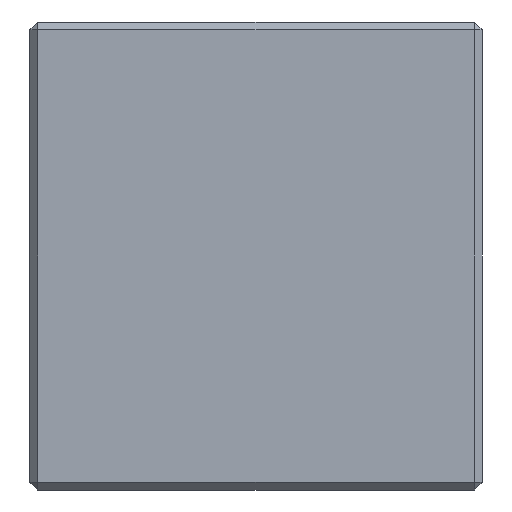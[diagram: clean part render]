
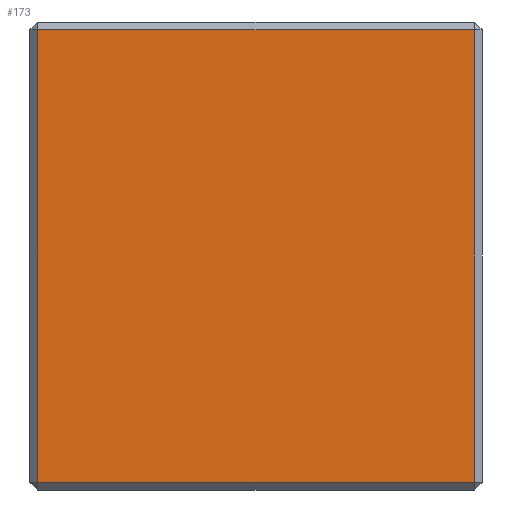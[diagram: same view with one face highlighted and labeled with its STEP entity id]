
A CAD part, left-side view. The second image highlights one B-rep face of the part: STEP entity #173.
In plain terms, the highlighted planar face has unit normal (-1, 0, 0).
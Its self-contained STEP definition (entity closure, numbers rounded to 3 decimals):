
#139=FACE_OUTER_BOUND('',#426,.T.);
#173=ADVANCED_FACE('',(#139),#227,.F.);
#227=PLANE('',#843);
#272=LINE('',#1218,#320);
#273=LINE('',#1221,#321);
#274=LINE('',#1223,#322);
#275=LINE('',#1225,#323);
#320=VECTOR('',#972,1.);
#321=VECTOR('',#973,1.);
#322=VECTOR('',#974,1.);
#323=VECTOR('',#975,1.);
#426=EDGE_LOOP('',(#529,#530,#531,#532));
#529=ORIENTED_EDGE('',*,*,#746,.T.);
#530=ORIENTED_EDGE('',*,*,#747,.T.);
#531=ORIENTED_EDGE('',*,*,#748,.T.);
#532=ORIENTED_EDGE('',*,*,#749,.T.);
#687=VERTEX_POINT('',#1219);
#688=VERTEX_POINT('',#1220);
#689=VERTEX_POINT('',#1222);
#690=VERTEX_POINT('',#1224);
#746=EDGE_CURVE('',#687,#688,#272,.T.);
#747=EDGE_CURVE('',#688,#689,#273,.T.);
#748=EDGE_CURVE('',#689,#690,#274,.T.);
#749=EDGE_CURVE('',#690,#687,#275,.T.);
#843=AXIS2_PLACEMENT_3D('',#1226,#976,#977);
#972=DIRECTION('',(0.,0.,-1.));
#973=DIRECTION('',(0.,-1.,0.));
#974=DIRECTION('',(0.,0.,1.));
#975=DIRECTION('',(0.,1.,0.));
#976=DIRECTION('',(1.,0.,0.));
#977=DIRECTION('',(0.,0.,-1.));
#1218=CARTESIAN_POINT('',(0.,28.,0.));
#1219=CARTESIAN_POINT('',(0.,28.,29.));
#1220=CARTESIAN_POINT('',(0.,28.,-29.));
#1221=CARTESIAN_POINT('',(0.,0.,-29.));
#1222=CARTESIAN_POINT('',(0.,-28.,-29.));
#1223=CARTESIAN_POINT('',(0.,-28.,0.));
#1224=CARTESIAN_POINT('',(0.,-28.,29.));
#1225=CARTESIAN_POINT('',(0.,0.,29.));
#1226=CARTESIAN_POINT('',(0.,0.,0.));
